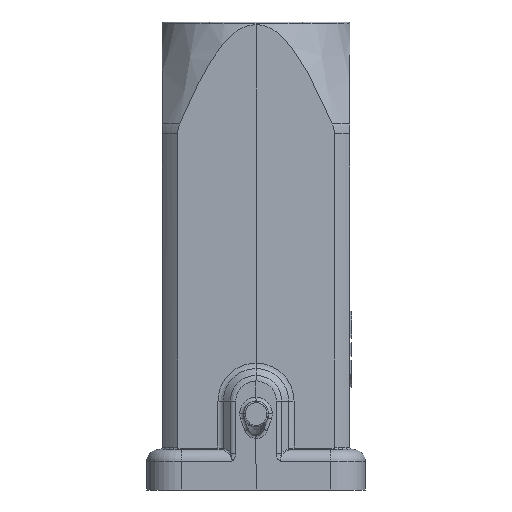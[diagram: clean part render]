
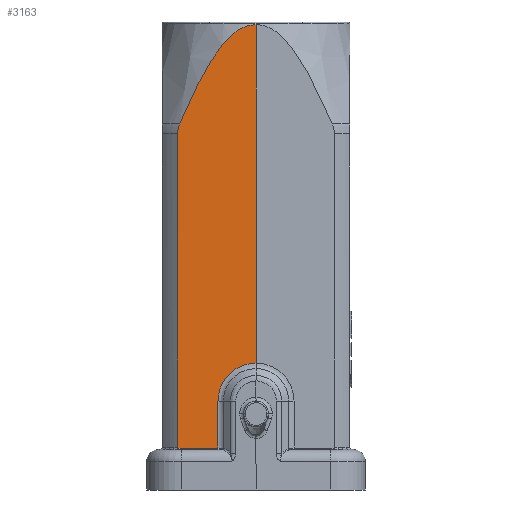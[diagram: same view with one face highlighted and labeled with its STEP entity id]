
A CAD part, left-side view. The second image highlights one B-rep face of the part: STEP entity #3163.
In plain terms, the highlighted planar face has unit normal (-1, 0.018, 0).
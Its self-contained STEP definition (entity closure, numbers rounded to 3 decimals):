
#2810=B_SPLINE_CURVE_WITH_KNOTS('',3,(#12367,#12368,#12369,#12370,#12371,
#12372),.UNSPECIFIED.,.F.,.F.,(4,2,4),(0.,0.5,1.),.UNSPECIFIED.);
#2811=B_SPLINE_CURVE_WITH_KNOTS('',3,(#12376,#12377,#12378,#12379,#12380,
#12381,#12382,#12383,#12384,#12385),.UNSPECIFIED.,.F.,.F.,(4,2,2,2,4),(0.,
0.125,0.25,0.5,1.),.UNSPECIFIED.);
#2812=B_SPLINE_CURVE_WITH_KNOTS('',3,(#12387,#12388,#12389,#12390),
 .UNSPECIFIED.,.F.,.F.,(4,4),(0.,1.),.UNSPECIFIED.);
#2813=B_SPLINE_CURVE_WITH_KNOTS('',3,(#12394,#12395,#12396,#12397),
 .UNSPECIFIED.,.F.,.F.,(4,4),(0.,1.),.UNSPECIFIED.);
#2814=B_SPLINE_CURVE_WITH_KNOTS('',3,(#12399,#12400,#12401,#12402,#12403,
#12404,#12405),.UNSPECIFIED.,.F.,.F.,(4,3,4),(0.,0.,1.),
 .UNSPECIFIED.);
#3163=ADVANCED_FACE('',(#3700),#3541,.T.);
#3541=PLANE('',#9318);
#3700=FACE_OUTER_BOUND('',#4096,.T.);
#4096=EDGE_LOOP('',(#5500,#5501,#5502,#5503,#5504,#5505,#5506,#5507,#5508));
#4608=LINE('',#12362,#4961);
#4609=LINE('',#12365,#4962);
#4610=LINE('',#12374,#4963);
#4611=LINE('',#12392,#4964);
#4961=VECTOR('',#10025,1.);
#4962=VECTOR('',#10026,1.);
#4963=VECTOR('',#10027,1.);
#4964=VECTOR('',#10028,1.);
#5500=ORIENTED_EDGE('',*,*,#7942,.T.);
#5501=ORIENTED_EDGE('',*,*,#7943,.T.);
#5502=ORIENTED_EDGE('',*,*,#7944,.T.);
#5503=ORIENTED_EDGE('',*,*,#7945,.T.);
#5504=ORIENTED_EDGE('',*,*,#7946,.T.);
#5505=ORIENTED_EDGE('',*,*,#7947,.T.);
#5506=ORIENTED_EDGE('',*,*,#7948,.F.);
#5507=ORIENTED_EDGE('',*,*,#7949,.T.);
#5508=ORIENTED_EDGE('',*,*,#7950,.T.);
#7331=VERTEX_POINT('',#12363);
#7332=VERTEX_POINT('',#12364);
#7333=VERTEX_POINT('',#12366);
#7334=VERTEX_POINT('',#12373);
#7335=VERTEX_POINT('',#12375);
#7336=VERTEX_POINT('',#12386);
#7337=VERTEX_POINT('',#12391);
#7338=VERTEX_POINT('',#12393);
#7339=VERTEX_POINT('',#12398);
#7942=EDGE_CURVE('',#7331,#7332,#4608,.T.);
#7943=EDGE_CURVE('',#7332,#7333,#4609,.T.);
#7944=EDGE_CURVE('',#7333,#7334,#2810,.T.);
#7945=EDGE_CURVE('',#7334,#7335,#4610,.T.);
#7946=EDGE_CURVE('',#7335,#7336,#2811,.T.);
#7947=EDGE_CURVE('',#7336,#7337,#2812,.T.);
#7948=EDGE_CURVE('',#7338,#7337,#4611,.T.);
#7949=EDGE_CURVE('',#7338,#7339,#2813,.T.);
#7950=EDGE_CURVE('',#7339,#7331,#2814,.T.);
#9318=AXIS2_PLACEMENT_3D('',#12406,#10029,#10030);
#10025=DIRECTION('',(-0.017,-1.,0.));
#10026=DIRECTION('',(0.,0.,1.));
#10027=DIRECTION('',(0.,0.,1.));
#10028=DIRECTION('',(0.,0.,1.));
#10029=DIRECTION('',(-1.,0.017,0.));
#10030=DIRECTION('',(-0.017,-1.,0.));
#12362=CARTESIAN_POINT('',(-12.055,0.,5.471));
#12363=CARTESIAN_POINT('',(-11.888,9.553,5.471));
#12364=CARTESIAN_POINT('',(-11.97,4.88,5.471));
#12365=CARTESIAN_POINT('',(-11.97,4.88,11.49));
#12366=CARTESIAN_POINT('',(-11.97,4.88,11.49));
#12367=CARTESIAN_POINT('',(-11.97,4.88,11.49));
#12368=CARTESIAN_POINT('',(-11.97,4.88,12.777));
#12369=CARTESIAN_POINT('',(-11.979,4.349,14.038));
#12370=CARTESIAN_POINT('',(-12.01,2.552,15.83));
#12371=CARTESIAN_POINT('',(-12.033,1.286,16.354));
#12372=CARTESIAN_POINT('',(-12.055,0.,16.354));
#12373=CARTESIAN_POINT('',(-12.055,0.,16.354));
#12374=CARTESIAN_POINT('',(-12.055,0.,60.09));
#12375=CARTESIAN_POINT('',(-12.055,0.,59.709));
#12376=CARTESIAN_POINT('',(-12.055,0.,59.709));
#12377=CARTESIAN_POINT('',(-12.043,0.711,59.757));
#12378=CARTESIAN_POINT('',(-12.03,1.408,59.548));
#12379=CARTESIAN_POINT('',(-12.009,2.629,58.858));
#12380=CARTESIAN_POINT('',(-12.,3.167,58.388));
#12381=CARTESIAN_POINT('',(-11.974,4.618,56.872));
#12382=CARTESIAN_POINT('',(-11.961,5.404,55.696));
#12383=CARTESIAN_POINT('',(-11.923,7.54,52.118));
#12384=CARTESIAN_POINT('',(-11.903,8.693,49.582));
#12385=CARTESIAN_POINT('',(-11.884,9.778,47.015));
#12386=CARTESIAN_POINT('',(-11.884,9.778,47.015));
#12387=CARTESIAN_POINT('',(-11.884,9.778,47.015));
#12388=CARTESIAN_POINT('',(-11.881,9.949,46.609));
#12389=CARTESIAN_POINT('',(-11.88,10.04,46.186));
#12390=CARTESIAN_POINT('',(-11.88,10.04,45.744));
#12391=CARTESIAN_POINT('',(-11.88,10.04,45.744));
#12392=CARTESIAN_POINT('',(-11.88,10.04,66.09));
#12393=CARTESIAN_POINT('',(-11.88,10.04,5.469));
#12394=CARTESIAN_POINT('',(-11.88,10.04,5.469));
#12395=CARTESIAN_POINT('',(-11.88,10.04,5.468));
#12396=CARTESIAN_POINT('',(-11.88,10.04,5.467));
#12397=CARTESIAN_POINT('',(-11.88,10.04,5.466));
#12398=CARTESIAN_POINT('',(-11.88,10.04,5.466));
#12399=CARTESIAN_POINT('',(-11.88,10.04,5.466));
#12400=CARTESIAN_POINT('',(-11.88,10.04,5.466));
#12401=CARTESIAN_POINT('',(-11.88,10.04,5.466));
#12402=CARTESIAN_POINT('',(-11.88,10.04,5.466));
#12403=CARTESIAN_POINT('',(-11.883,9.877,5.47));
#12404=CARTESIAN_POINT('',(-11.885,9.715,5.471));
#12405=CARTESIAN_POINT('',(-11.888,9.553,5.471));
#12406=CARTESIAN_POINT('',(-12.055,0.,60.09));
